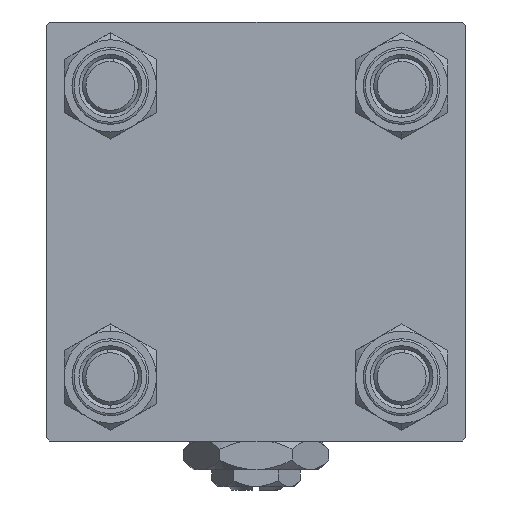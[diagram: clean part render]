
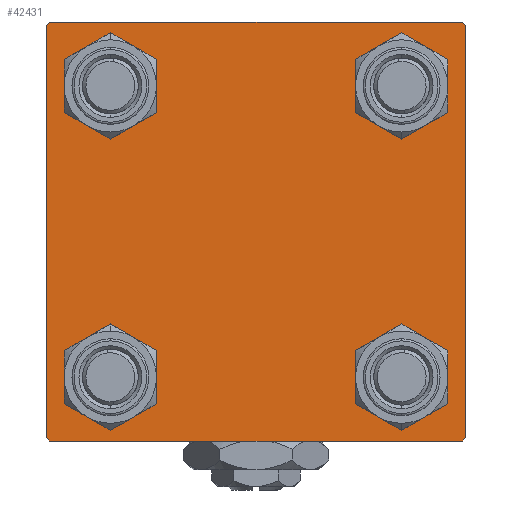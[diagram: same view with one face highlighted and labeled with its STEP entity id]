
A CAD part, left-side view. The second image highlights one B-rep face of the part: STEP entity #42431.
In plain terms, the highlighted planar face has unit normal (-1, 0, 0).
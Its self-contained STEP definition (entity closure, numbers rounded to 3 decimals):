
#417 = VECTOR ( 'NONE', #13068, 1000. ) ;
#653 = CARTESIAN_POINT ( 'NONE',  ( 0., 30., 29.5 ) ) ;
#662 = VERTEX_POINT ( 'NONE', #25882 ) ;
#846 = EDGE_CURVE ( 'NONE', #1570, #51068, #19421, .T. ) ;
#878 = EDGE_LOOP ( 'NONE', ( #14075, #50337 ) ) ;
#1570 = VERTEX_POINT ( 'NONE', #17159 ) ;
#1696 = ORIENTED_EDGE ( 'NONE', *, *, #31939, .T. ) ;
#2371 = EDGE_CURVE ( 'NONE', #42642, #14809, #2465, .T. ) ;
#2465 = LINE ( 'NONE', #6664, #36285 ) ;
#2476 = VERTEX_POINT ( 'NONE', #40785 ) ;
#3602 = EDGE_CURVE ( 'NONE', #662, #16676, #12381, .T. ) ;
#4204 = CARTESIAN_POINT ( 'NONE',  ( 0., 20.85, 20.85 ) ) ;
#4954 = EDGE_CURVE ( 'NONE', #28909, #26007, #22954, .T. ) ;
#5702 = CARTESIAN_POINT ( 'NONE',  ( 0., 30., 30. ) ) ;
#5875 = AXIS2_PLACEMENT_3D ( 'NONE', #8225, #41027, #8734 ) ;
#6664 = CARTESIAN_POINT ( 'NONE',  ( 0., -29.75, 29.75 ) ) ;
#7287 = CIRCLE ( 'NONE', #25739, 4.5 ) ;
#7664 = CARTESIAN_POINT ( 'NONE',  ( 0., -20.85, -20.85 ) ) ;
#7783 = VECTOR ( 'NONE', #19984, 1000. ) ;
#8184 = CARTESIAN_POINT ( 'NONE',  ( 0., 29.75, 29.75 ) ) ;
#8215 = FACE_BOUND ( 'NONE', #878, .T. ) ;
#8225 = CARTESIAN_POINT ( 'NONE',  ( 0., -20.85, 20.85 ) ) ;
#8272 = LINE ( 'NONE', #43752, #16698 ) ;
#8465 = DIRECTION ( 'NONE',  ( 0., 0., 1. ) ) ;
#8671 = DIRECTION ( 'NONE',  ( 0., 0., 1. ) ) ;
#8723 = FACE_BOUND ( 'NONE', #14096, .T. ) ;
#8734 = DIRECTION ( 'NONE',  ( 0., 0., 1. ) ) ;
#9312 = CARTESIAN_POINT ( 'NONE',  ( 0., 20.85, 25.35 ) ) ;
#9889 = VECTOR ( 'NONE', #40766, 1000. ) ;
#10721 = ORIENTED_EDGE ( 'NONE', *, *, #42353, .T. ) ;
#11010 = CARTESIAN_POINT ( 'NONE',  ( 0., -20.85, 25.35 ) ) ;
#11337 = DIRECTION ( 'NONE',  ( 0., 0., 1. ) ) ;
#11671 = ORIENTED_EDGE ( 'NONE', *, *, #48866, .T. ) ;
#11712 = VECTOR ( 'NONE', #28110, 1000. ) ;
#11715 = VERTEX_POINT ( 'NONE', #48267 ) ;
#11852 = CARTESIAN_POINT ( 'NONE',  ( 0., 20.85, -25.35 ) ) ;
#12122 = EDGE_CURVE ( 'NONE', #2476, #23599, #8272, .T. ) ;
#12381 = LINE ( 'NONE', #8184, #7783 ) ;
#12429 = AXIS2_PLACEMENT_3D ( 'NONE', #32639, #16833, #8465 ) ;
#12549 = ORIENTED_EDGE ( 'NONE', *, *, #2371, .T. ) ;
#12625 = CIRCLE ( 'NONE', #22703, 4.5 ) ;
#13068 = DIRECTION ( 'NONE',  ( 0., -1., 0. ) ) ;
#13450 = AXIS2_PLACEMENT_3D ( 'NONE', #45526, #36605, #17637 ) ;
#14075 = ORIENTED_EDGE ( 'NONE', *, *, #33207, .T. ) ;
#14096 = EDGE_LOOP ( 'NONE', ( #1696, #11671 ) ) ;
#14129 = DIRECTION ( 'NONE',  ( 0., 0., 1. ) ) ;
#14298 = CARTESIAN_POINT ( 'NONE',  ( 0., -20.85, -25.35 ) ) ;
#14809 = VERTEX_POINT ( 'NONE', #46609 ) ;
#15097 = DIRECTION ( 'NONE',  ( 0., 0., -1. ) ) ;
#15329 = EDGE_CURVE ( 'NONE', #16006, #21872, #12625, .T. ) ;
#15536 = AXIS2_PLACEMENT_3D ( 'NONE', #35743, #44660, #8671 ) ;
#15661 = DIRECTION ( 'NONE',  ( 1., 0., 0. ) ) ;
#15818 = EDGE_LOOP ( 'NONE', ( #38472, #10721, #33314, #29226, #45242, #12549, #50979, #35589 ) ) ;
#16006 = VERTEX_POINT ( 'NONE', #25287 ) ;
#16506 = CARTESIAN_POINT ( 'NONE',  ( 0., -30., 30. ) ) ;
#16564 = ORIENTED_EDGE ( 'NONE', *, *, #30254, .T. ) ;
#16676 = VERTEX_POINT ( 'NONE', #653 ) ;
#16698 = VECTOR ( 'NONE', #28753, 1000. ) ;
#16833 = DIRECTION ( 'NONE',  ( -1., 0., 0. ) ) ;
#17089 = LINE ( 'NONE', #40519, #9889 ) ;
#17159 = CARTESIAN_POINT ( 'NONE',  ( 0., 20.85, 16.35 ) ) ;
#17577 = ORIENTED_EDGE ( 'NONE', *, *, #846, .T. ) ;
#17637 = DIRECTION ( 'NONE',  ( 0., 0., 1. ) ) ;
#18172 = ORIENTED_EDGE ( 'NONE', *, *, #49077, .T. ) ;
#19420 = CARTESIAN_POINT ( 'NONE',  ( 0., -30., -29.5 ) ) ;
#19421 = CIRCLE ( 'NONE', #47161, 4.5 ) ;
#19556 = ORIENTED_EDGE ( 'NONE', *, *, #15329, .T. ) ;
#19984 = DIRECTION ( 'NONE',  ( 0., 0.707, -0.707 ) ) ;
#20272 = FACE_BOUND ( 'NONE', #36781, .T. ) ;
#20972 = CARTESIAN_POINT ( 'NONE',  ( 0., -30., 29.5 ) ) ;
#21427 = VERTEX_POINT ( 'NONE', #26071 ) ;
#21872 = VERTEX_POINT ( 'NONE', #11010 ) ;
#22703 = AXIS2_PLACEMENT_3D ( 'NONE', #43798, #15661, #44058 ) ;
#22954 = CIRCLE ( 'NONE', #25463, 4.5 ) ;
#23599 = VERTEX_POINT ( 'NONE', #19420 ) ;
#23946 = DIRECTION ( 'NONE',  ( 1., 0., 0. ) ) ;
#24245 = EDGE_CURVE ( 'NONE', #16676, #11715, #35075, .T. ) ;
#24737 = FACE_OUTER_BOUND ( 'NONE', #15818, .T. ) ;
#25287 = CARTESIAN_POINT ( 'NONE',  ( 0., -20.85, 16.35 ) ) ;
#25463 = AXIS2_PLACEMENT_3D ( 'NONE', #7664, #23946, #11337 ) ;
#25739 = AXIS2_PLACEMENT_3D ( 'NONE', #50134, #41209, #14129 ) ;
#25882 = CARTESIAN_POINT ( 'NONE',  ( 0., 29.5, 30. ) ) ;
#26007 = VERTEX_POINT ( 'NONE', #46636 ) ;
#26071 = CARTESIAN_POINT ( 'NONE',  ( 0., 29.5, -30. ) ) ;
#27739 = EDGE_CURVE ( 'NONE', #662, #14809, #42219, .T. ) ;
#28019 = DIRECTION ( 'NONE',  ( 1., 0., 0. ) ) ;
#28110 = DIRECTION ( 'NONE',  ( 0., 0., -1. ) ) ;
#28629 = DIRECTION ( 'NONE',  ( 0., -1., 0. ) ) ;
#28753 = DIRECTION ( 'NONE',  ( 0., -0.707, 0.707 ) ) ;
#28909 = VERTEX_POINT ( 'NONE', #14298 ) ;
#29042 = CIRCLE ( 'NONE', #49177, 4.5 ) ;
#29226 = ORIENTED_EDGE ( 'NONE', *, *, #12122, .T. ) ;
#30254 = EDGE_CURVE ( 'NONE', #51068, #1570, #32370, .T. ) ;
#31939 = EDGE_CURVE ( 'NONE', #51504, #35221, #29042, .T. ) ;
#31963 = CARTESIAN_POINT ( 'NONE',  ( 0., 20.85, -20.85 ) ) ;
#32053 = DIRECTION ( 'NONE',  ( 1., 0., 0. ) ) ;
#32370 = CIRCLE ( 'NONE', #15536, 4.5 ) ;
#32639 = CARTESIAN_POINT ( 'NONE',  ( 0., 0., 0. ) ) ;
#32981 = EDGE_LOOP ( 'NONE', ( #16564, #17577 ) ) ;
#33207 = EDGE_CURVE ( 'NONE', #26007, #28909, #7287, .T. ) ;
#33314 = ORIENTED_EDGE ( 'NONE', *, *, #42713, .T. ) ;
#34729 = CARTESIAN_POINT ( 'NONE',  ( 0., 20.85, -16.35 ) ) ;
#34777 = DIRECTION ( 'NONE',  ( 0., 0.707, 0.707 ) ) ;
#35075 = LINE ( 'NONE', #51113, #49752 ) ;
#35221 = VERTEX_POINT ( 'NONE', #11852 ) ;
#35589 = ORIENTED_EDGE ( 'NONE', *, *, #3602, .T. ) ;
#35743 = CARTESIAN_POINT ( 'NONE',  ( 0., 20.85, 20.85 ) ) ;
#36285 = VECTOR ( 'NONE', #34777, 1000. ) ;
#36314 = FACE_BOUND ( 'NONE', #32981, .T. ) ;
#36605 = DIRECTION ( 'NONE',  ( 1., 0., 0. ) ) ;
#36781 = EDGE_LOOP ( 'NONE', ( #18172, #19556 ) ) ;
#37796 = CIRCLE ( 'NONE', #13450, 4.5 ) ;
#38472 = ORIENTED_EDGE ( 'NONE', *, *, #24245, .T. ) ;
#40201 = CARTESIAN_POINT ( 'NONE',  ( 0., 30., -30. ) ) ;
#40519 = CARTESIAN_POINT ( 'NONE',  ( 0., 29.75, -29.75 ) ) ;
#40694 = DIRECTION ( 'NONE',  ( 0., 0., 1. ) ) ;
#40766 = DIRECTION ( 'NONE',  ( 0., -0.707, -0.707 ) ) ;
#40785 = CARTESIAN_POINT ( 'NONE',  ( 0., -29.5, -30. ) ) ;
#41027 = DIRECTION ( 'NONE',  ( 1., 0., 0. ) ) ;
#41209 = DIRECTION ( 'NONE',  ( 1., 0., 0. ) ) ;
#42219 = LINE ( 'NONE', #5702, #417 ) ;
#42353 = EDGE_CURVE ( 'NONE', #11715, #21427, #17089, .T. ) ;
#42431 = ADVANCED_FACE ( 'NONE', ( #20272, #8215, #8723, #36314, #24737 ), #44964, .T. ) ;
#42642 = VERTEX_POINT ( 'NONE', #20972 ) ;
#42713 = EDGE_CURVE ( 'NONE', #21427, #2476, #44396, .T. ) ;
#43752 = CARTESIAN_POINT ( 'NONE',  ( 0., -29.75, -29.75 ) ) ;
#43798 = CARTESIAN_POINT ( 'NONE',  ( 0., -20.85, 20.85 ) ) ;
#44042 = DIRECTION ( 'NONE',  ( 0., 0., 1. ) ) ;
#44058 = DIRECTION ( 'NONE',  ( 0., 0., 1. ) ) ;
#44396 = LINE ( 'NONE', #40201, #51896 ) ;
#44660 = DIRECTION ( 'NONE',  ( 1., 0., 0. ) ) ;
#44964 = PLANE ( 'NONE',  #12429 ) ;
#45141 = LINE ( 'NONE', #16506, #11712 ) ;
#45242 = ORIENTED_EDGE ( 'NONE', *, *, #46876, .F. ) ;
#45526 = CARTESIAN_POINT ( 'NONE',  ( 0., 20.85, -20.85 ) ) ;
#46609 = CARTESIAN_POINT ( 'NONE',  ( 0., -29.5, 30. ) ) ;
#46636 = CARTESIAN_POINT ( 'NONE',  ( 0., -20.85, -16.35 ) ) ;
#46876 = EDGE_CURVE ( 'NONE', #42642, #23599, #45141, .T. ) ;
#47161 = AXIS2_PLACEMENT_3D ( 'NONE', #4204, #32053, #40694 ) ;
#48267 = CARTESIAN_POINT ( 'NONE',  ( 0., 30., -29.5 ) ) ;
#48866 = EDGE_CURVE ( 'NONE', #35221, #51504, #37796, .T. ) ;
#49077 = EDGE_CURVE ( 'NONE', #21872, #16006, #51207, .T. ) ;
#49177 = AXIS2_PLACEMENT_3D ( 'NONE', #31963, #28019, #44042 ) ;
#49752 = VECTOR ( 'NONE', #15097, 1000. ) ;
#50134 = CARTESIAN_POINT ( 'NONE',  ( 0., -20.85, -20.85 ) ) ;
#50337 = ORIENTED_EDGE ( 'NONE', *, *, #4954, .T. ) ;
#50979 = ORIENTED_EDGE ( 'NONE', *, *, #27739, .F. ) ;
#51068 = VERTEX_POINT ( 'NONE', #9312 ) ;
#51113 = CARTESIAN_POINT ( 'NONE',  ( 0., 30., 30. ) ) ;
#51207 = CIRCLE ( 'NONE', #5875, 4.5 ) ;
#51504 = VERTEX_POINT ( 'NONE', #34729 ) ;
#51896 = VECTOR ( 'NONE', #28629, 1000. ) ;
